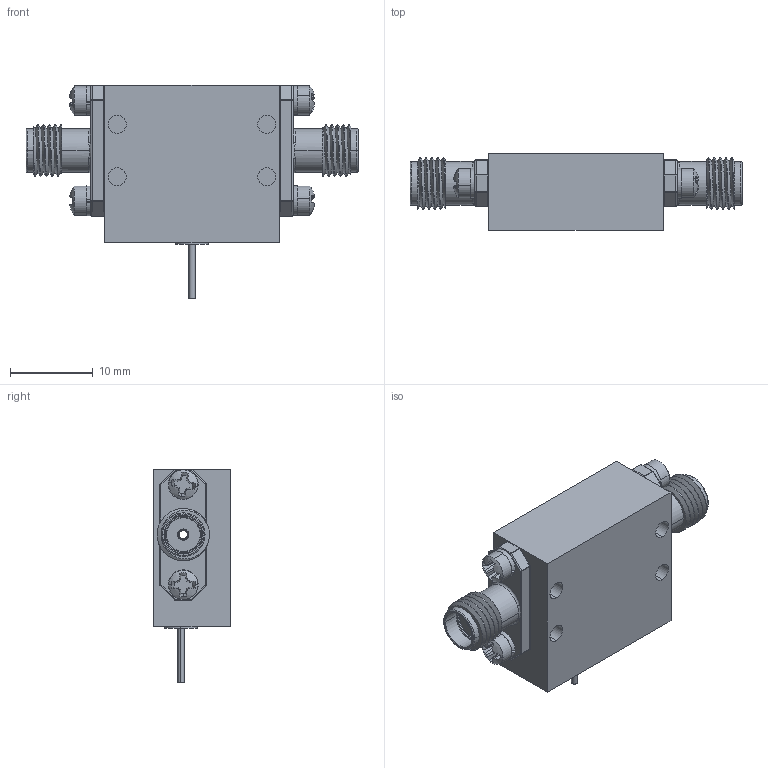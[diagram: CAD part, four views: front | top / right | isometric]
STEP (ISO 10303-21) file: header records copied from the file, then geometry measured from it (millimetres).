
FILE_DESCRIPTION (( 'STEP AP214' ), '1' );
FILE_NAME ('PEC-12-50M40G-4R0-15-292FF.STEP', '2024-11-13T18:06:40', ( '' ), ( '' ), 'SwSTEP 2.0', 'SolidWorks 2024', '' );
FILE_SCHEMA (( 'AUTOMOTIVE_DESIGN' ));
Length unit declared in the file: inch
Products named in the file (1): PEC-12-50M40G-4R0-15-292FF
Bounding box: 40.23 x 9.27 x 25.9 mm (x, y, z)
Surface area: 2672.9 mm2 (no closed solid volume)
Topology: 0 solids, 15 shells, 351 faces, 924 edges, 568 vertices
Faces by surface type: plane 133, cylinder 122, sphere 36, torus 32, cone 20, bspline 8
Entity records: 11982 total; most frequent: CARTESIAN_POINT 3428, DIRECTION 1932, ORIENTED_EDGE 1680, EDGE_CURVE 896, AXIS2_PLACEMENT_3D 788, VERTEX_POINT 568, CIRCLE 444, EDGE_LOOP 378
